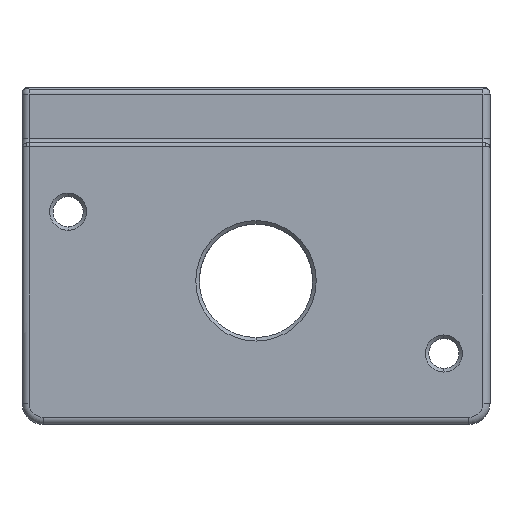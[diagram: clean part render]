
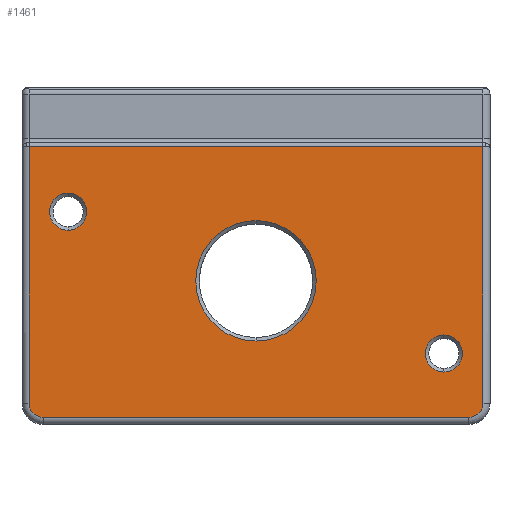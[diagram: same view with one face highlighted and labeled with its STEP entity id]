
A CAD part, front view. The second image highlights one B-rep face of the part: STEP entity #1461.
In plain terms, the highlighted planar face has unit normal (0, -1, 0).
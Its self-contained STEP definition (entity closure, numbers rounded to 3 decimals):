
#40 = CIRCLE ( 'NONE', #3875, 2.62 ) ;
#75 = FACE_BOUND ( 'NONE', #3533, .T. ) ;
#118 = VERTEX_POINT ( 'NONE', #3775 ) ;
#240 = EDGE_CURVE ( 'NONE', #2775, #3931, #3094, .T. ) ;
#251 = ORIENTED_EDGE ( 'NONE', *, *, #964, .T. ) ;
#302 = DIRECTION ( 'NONE',  ( 0., 1., 0. ) ) ;
#355 = VERTEX_POINT ( 'NONE', #4421 ) ;
#405 = CARTESIAN_POINT ( 'NONE',  ( 59.5, 0., 10. ) ) ;
#439 = CARTESIAN_POINT ( 'NONE',  ( 1., 0., 40.5 ) ) ;
#443 = AXIS2_PLACEMENT_3D ( 'NONE', #1465, #4877, #2599 ) ;
#451 = CARTESIAN_POINT ( 'NONE',  ( 33., 0., 20.25 ) ) ;
#523 = CARTESIAN_POINT ( 'NONE',  ( 59.5, 0., 7.38 ) ) ;
#524 = ORIENTED_EDGE ( 'NONE', *, *, #2145, .T. ) ;
#579 = EDGE_CURVE ( 'NONE', #2706, #3204, #2621, .T. ) ;
#631 = DIRECTION ( 'NONE',  ( 0., 1., 0. ) ) ;
#650 = EDGE_LOOP ( 'NONE', ( #4831, #921, #251, #2045, #524, #727 ) ) ;
#668 = CARTESIAN_POINT ( 'NONE',  ( 0., 0., 39.148 ) ) ;
#700 = CARTESIAN_POINT ( 'NONE',  ( 65., 0., 3. ) ) ;
#727 = ORIENTED_EDGE ( 'NONE', *, *, #4645, .T. ) ;
#754 = CIRCLE ( 'NONE', #4647, 2.62 ) ;
#804 = CARTESIAN_POINT ( 'NONE',  ( 3., 0., 3. ) ) ;
#860 = DIRECTION ( 'NONE',  ( 0., 1., 0. ) ) ;
#897 = DIRECTION ( 'NONE',  ( 0., 0., 1. ) ) ;
#921 = ORIENTED_EDGE ( 'NONE', *, *, #240, .T. ) ;
#929 = DIRECTION ( 'NONE',  ( 0., 1., 0. ) ) ;
#964 = EDGE_CURVE ( 'NONE', #3931, #2706, #2966, .T. ) ;
#1005 = CARTESIAN_POINT ( 'NONE',  ( 59.5, 0., 10. ) ) ;
#1239 = CIRCLE ( 'NONE', #4350, 8.5 ) ;
#1307 = EDGE_CURVE ( 'NONE', #118, #1948, #4641, .T. ) ;
#1308 = CARTESIAN_POINT ( 'NONE',  ( 6.5, 0., 30. ) ) ;
#1317 = CIRCLE ( 'NONE', #443, 2. ) ;
#1392 = VERTEX_POINT ( 'NONE', #2236 ) ;
#1441 = CARTESIAN_POINT ( 'NONE',  ( 65., 0., 39.148 ) ) ;
#1448 = CARTESIAN_POINT ( 'NONE',  ( 6.5, 0., 32.62 ) ) ;
#1461 = ADVANCED_FACE ( 'NONE', ( #1902, #75, #1598, #3040 ), #2086, .F. ) ;
#1464 = AXIS2_PLACEMENT_3D ( 'NONE', #804, #3829, #3807 ) ;
#1465 = CARTESIAN_POINT ( 'NONE',  ( 63., 0., 3. ) ) ;
#1583 = DIRECTION ( 'NONE',  ( 0., 0., -1. ) ) ;
#1598 = FACE_BOUND ( 'NONE', #4282, .T. ) ;
#1613 = VERTEX_POINT ( 'NONE', #3242 ) ;
#1638 = ORIENTED_EDGE ( 'NONE', *, *, #1307, .T. ) ;
#1790 = CIRCLE ( 'NONE', #2899, 8.5 ) ;
#1814 = DIRECTION ( 'NONE',  ( -1., 0., 0. ) ) ;
#1855 = EDGE_CURVE ( 'NONE', #1948, #118, #754, .T. ) ;
#1902 = FACE_BOUND ( 'NONE', #2293, .T. ) ;
#1917 = DIRECTION ( 'NONE',  ( 0., 1., 0. ) ) ;
#1921 = EDGE_CURVE ( 'NONE', #1392, #355, #1790, .T. ) ;
#1948 = VERTEX_POINT ( 'NONE', #523 ) ;
#2004 = DIRECTION ( 'NONE',  ( 0., 0., 1. ) ) ;
#2014 = ORIENTED_EDGE ( 'NONE', *, *, #3715, .T. ) ;
#2015 = DIRECTION ( 'NONE',  ( 0., 0., 1. ) ) ;
#2045 = ORIENTED_EDGE ( 'NONE', *, *, #579, .T. ) ;
#2081 = CIRCLE ( 'NONE', #3036, 2.62 ) ;
#2086 = PLANE ( 'NONE',  #2645 ) ;
#2102 = VECTOR ( 'NONE', #2790, 1000. ) ;
#2137 = CARTESIAN_POINT ( 'NONE',  ( 1., 0., 39.148 ) ) ;
#2145 = EDGE_CURVE ( 'NONE', #3204, #3179, #1317, .T. ) ;
#2236 = CARTESIAN_POINT ( 'NONE',  ( 33., 0., 28.75 ) ) ;
#2293 = EDGE_LOOP ( 'NONE', ( #2502, #1638 ) ) ;
#2367 = DIRECTION ( 'NONE',  ( 0., 0., 1. ) ) ;
#2408 = LINE ( 'NONE', #3192, #4445 ) ;
#2495 = CARTESIAN_POINT ( 'NONE',  ( 63., 0., 1. ) ) ;
#2502 = ORIENTED_EDGE ( 'NONE', *, *, #1855, .T. ) ;
#2599 = DIRECTION ( 'NONE',  ( 0., 0., 1. ) ) ;
#2621 = LINE ( 'NONE', #4551, #2102 ) ;
#2645 = AXIS2_PLACEMENT_3D ( 'NONE', #4705, #929, #897 ) ;
#2706 = VERTEX_POINT ( 'NONE', #3976 ) ;
#2775 = VERTEX_POINT ( 'NONE', #2137 ) ;
#2790 = DIRECTION ( 'NONE',  ( 1., 0., 0. ) ) ;
#2876 = VERTEX_POINT ( 'NONE', #1448 ) ;
#2899 = AXIS2_PLACEMENT_3D ( 'NONE', #451, #3942, #2015 ) ;
#2940 = DIRECTION ( 'NONE',  ( 0., 0., 1. ) ) ;
#2966 = CIRCLE ( 'NONE', #1464, 2. ) ;
#3036 = AXIS2_PLACEMENT_3D ( 'NONE', #4484, #302, #4109 ) ;
#3040 = FACE_OUTER_BOUND ( 'NONE', #650, .T. ) ;
#3094 = LINE ( 'NONE', #439, #3377 ) ;
#3179 = VERTEX_POINT ( 'NONE', #700 ) ;
#3192 = CARTESIAN_POINT ( 'NONE',  ( 65., 0., 40.5 ) ) ;
#3204 = VERTEX_POINT ( 'NONE', #2495 ) ;
#3222 = EDGE_CURVE ( 'NONE', #4315, #2775, #4035, .T. ) ;
#3242 = CARTESIAN_POINT ( 'NONE',  ( 6.5, 0., 27.38 ) ) ;
#3253 = EDGE_CURVE ( 'NONE', #1613, #2876, #2081, .T. ) ;
#3377 = VECTOR ( 'NONE', #1583, 1000. ) ;
#3436 = DIRECTION ( 'NONE',  ( 0., 0., 1. ) ) ;
#3530 = AXIS2_PLACEMENT_3D ( 'NONE', #1005, #631, #2940 ) ;
#3533 = EDGE_LOOP ( 'NONE', ( #4601, #4269 ) ) ;
#3649 = CARTESIAN_POINT ( 'NONE',  ( 1., 0., 3. ) ) ;
#3715 = EDGE_CURVE ( 'NONE', #2876, #1613, #40, .T. ) ;
#3753 = EDGE_CURVE ( 'NONE', #355, #1392, #1239, .T. ) ;
#3775 = CARTESIAN_POINT ( 'NONE',  ( 59.5, 0., 12.62 ) ) ;
#3807 = DIRECTION ( 'NONE',  ( 0., 0., 1. ) ) ;
#3829 = DIRECTION ( 'NONE',  ( 0., -1., 0. ) ) ;
#3854 = DIRECTION ( 'NONE',  ( 0., 1., 0. ) ) ;
#3875 = AXIS2_PLACEMENT_3D ( 'NONE', #1308, #860, #2367 ) ;
#3931 = VERTEX_POINT ( 'NONE', #3649 ) ;
#3942 = DIRECTION ( 'NONE',  ( 0., 1., 0. ) ) ;
#3976 = CARTESIAN_POINT ( 'NONE',  ( 3., 0., 1. ) ) ;
#4035 = LINE ( 'NONE', #668, #4629 ) ;
#4109 = DIRECTION ( 'NONE',  ( 0., 0., 1. ) ) ;
#4223 = CARTESIAN_POINT ( 'NONE',  ( 33., 0., 20.25 ) ) ;
#4269 = ORIENTED_EDGE ( 'NONE', *, *, #1921, .T. ) ;
#4282 = EDGE_LOOP ( 'NONE', ( #4817, #2014 ) ) ;
#4315 = VERTEX_POINT ( 'NONE', #1441 ) ;
#4350 = AXIS2_PLACEMENT_3D ( 'NONE', #4223, #3854, #2004 ) ;
#4421 = CARTESIAN_POINT ( 'NONE',  ( 33., 0., 11.75 ) ) ;
#4445 = VECTOR ( 'NONE', #4711, 1000. ) ;
#4484 = CARTESIAN_POINT ( 'NONE',  ( 6.5, 0., 30. ) ) ;
#4551 = CARTESIAN_POINT ( 'NONE',  ( 63., 0., 1. ) ) ;
#4601 = ORIENTED_EDGE ( 'NONE', *, *, #3753, .T. ) ;
#4629 = VECTOR ( 'NONE', #1814, 1000. ) ;
#4641 = CIRCLE ( 'NONE', #3530, 2.62 ) ;
#4645 = EDGE_CURVE ( 'NONE', #3179, #4315, #2408, .T. ) ;
#4647 = AXIS2_PLACEMENT_3D ( 'NONE', #405, #1917, #3436 ) ;
#4705 = CARTESIAN_POINT ( 'NONE',  ( 0., 0., 40.5 ) ) ;
#4711 = DIRECTION ( 'NONE',  ( 0., 0., 1. ) ) ;
#4817 = ORIENTED_EDGE ( 'NONE', *, *, #3253, .T. ) ;
#4831 = ORIENTED_EDGE ( 'NONE', *, *, #3222, .T. ) ;
#4877 = DIRECTION ( 'NONE',  ( 0., -1., 0. ) ) ;
